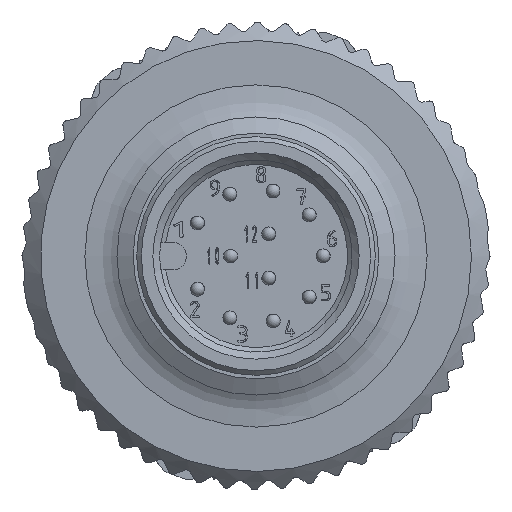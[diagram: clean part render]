
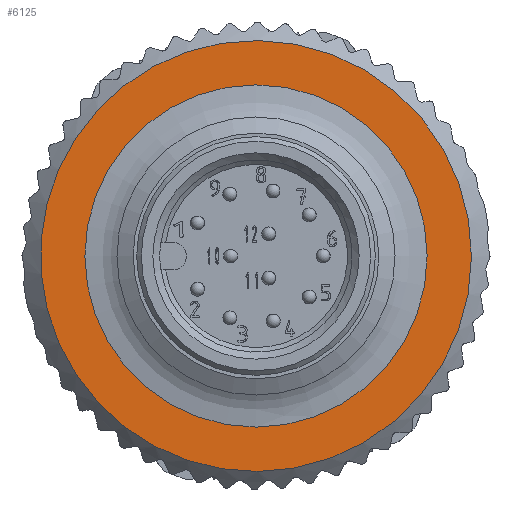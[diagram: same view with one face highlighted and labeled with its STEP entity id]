
A CAD part, left-side view. The second image highlights one B-rep face of the part: STEP entity #6125.
In plain terms, the highlighted planar face has unit normal (-1, 0, 0).
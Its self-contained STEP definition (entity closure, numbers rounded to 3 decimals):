
#6125=ADVANCED_FACE('',(#6985,#6986),#6816,.T.);
#6816=PLANE('',#19891);
#6985=FACE_BOUND('',#7820,.T.);
#6986=FACE_BOUND('',#7821,.T.);
#7820=EDGE_LOOP('',(#11365));
#7821=EDGE_LOOP('',(#11366));
#11365=ORIENTED_EDGE('',*,*,#16458,.T.);
#11366=ORIENTED_EDGE('',*,*,#17121,.T.);
#14278=VERTEX_POINT('',#27834);
#14725=VERTEX_POINT('',#31095);
#16458=EDGE_CURVE('',#14278,#14278,#18462,.T.);
#17121=EDGE_CURVE('',#14725,#14725,#18577,.T.);
#18462=CIRCLE('',#19559,7.387);
#18577=CIRCLE('',#19890,9.3);
#19559=AXIS2_PLACEMENT_3D('',#27833,#22274,#22275);
#19890=AXIS2_PLACEMENT_3D('',#31094,#23275,#23276);
#19891=AXIS2_PLACEMENT_3D('',#31096,#23277,#23278);
#22274=DIRECTION('',(1.,0.,0.));
#22275=DIRECTION('',(0.,-0.175,-0.985));
#23275=DIRECTION('',(-1.,0.,0.));
#23276=DIRECTION('',(0.,-0.175,-0.985));
#23277=DIRECTION('',(-1.,0.,0.));
#23278=DIRECTION('',(0.,-0.175,-0.985));
#27833=CARTESIAN_POINT('',(-5.9,0.,0.));
#27834=CARTESIAN_POINT('',(-5.9,-1.289,-7.273));
#31094=CARTESIAN_POINT('',(-5.9,0.,0.));
#31095=CARTESIAN_POINT('',(-5.9,-1.623,-9.157));
#31096=CARTESIAN_POINT('',(-5.9,0.,0.));
